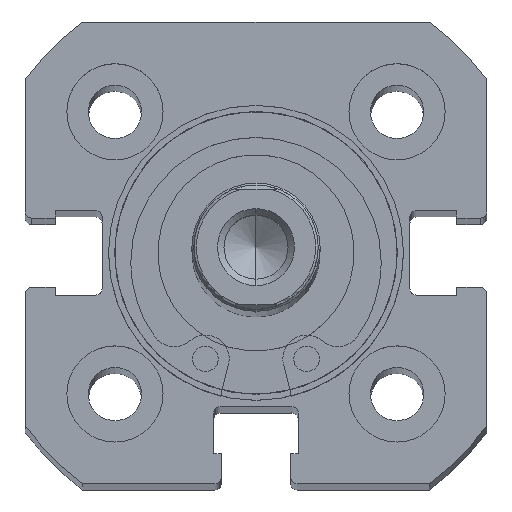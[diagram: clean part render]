
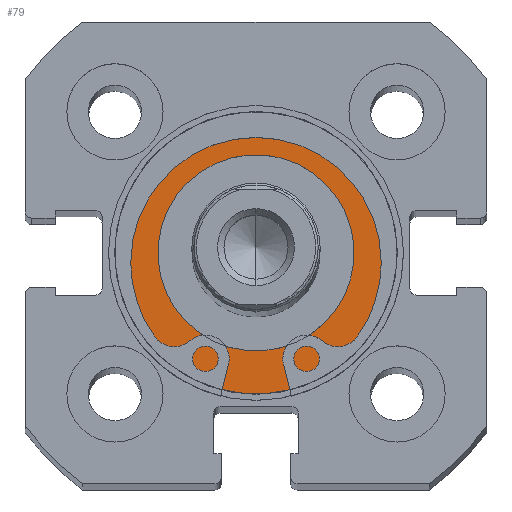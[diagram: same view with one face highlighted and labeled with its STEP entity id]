
A CAD part, top view. The second image highlights one B-rep face of the part: STEP entity #79.
In plain terms, the highlighted face is planar.
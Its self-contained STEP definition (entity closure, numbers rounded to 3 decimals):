
#79 = ADVANCED_FACE ( 'NONE', ( #5234, #5245 ), #3887, .F. ) ;
#375 = DIRECTION ( 'NONE',  ( 0., 0., 1. ) ) ;
#376 = DIRECTION ( 'NONE',  ( -1., 0., 0. ) ) ;
#378 = CARTESIAN_POINT ( 'NONE',  ( 2., 0., 0. ) ) ;
#475 = EDGE_CURVE ( 'NONE', #6032, #6036, #5315, .T. ) ;
#601 = EDGE_CURVE ( 'NONE', #6036, #6032, #5496, .T. ) ;
#758 = EDGE_CURVE ( 'NONE', #4456, #4637, #5711, .T. ) ;
#793 = EDGE_CURVE ( 'NONE', #4637, #4456, #5761, .T. ) ;
#1109 = AXIS2_PLACEMENT_3D ( 'NONE', #3888, #3883, #3881 ) ;
#1129 = AXIS2_PLACEMENT_3D ( 'NONE', #3892, #3879, #3878 ) ;
#1187 = AXIS2_PLACEMENT_3D ( 'NONE', #378, #376, #375 ) ;
#1254 = AXIS2_PLACEMENT_3D ( 'NONE', #1848, #1856, #1857 ) ;
#1282 = AXIS2_PLACEMENT_3D ( 'NONE', #1953, #1954, #1955 ) ;
#1848 = CARTESIAN_POINT ( 'NONE',  ( 2., 0., 0. ) ) ;
#1856 = DIRECTION ( 'NONE',  ( -1., 0., 0. ) ) ;
#1857 = DIRECTION ( 'NONE',  ( 0., 0., 1. ) ) ;
#1953 = CARTESIAN_POINT ( 'NONE',  ( 2., 0., 0. ) ) ;
#1954 = DIRECTION ( 'NONE',  ( -1., 0., 0. ) ) ;
#1955 = DIRECTION ( 'NONE',  ( 0., 0., 1. ) ) ;
#2201 = CARTESIAN_POINT ( 'NONE',  ( 2., 0., -7.65 ) ) ;
#2282 = CARTESIAN_POINT ( 'NONE',  ( 2., 0., 7.65 ) ) ;
#2624 = CARTESIAN_POINT ( 'NONE',  ( 2., 0., -11. ) ) ;
#2628 = CARTESIAN_POINT ( 'NONE',  ( 2., 0., 11. ) ) ;
#3878 = DIRECTION ( 'NONE',  ( 0., 0., 1. ) ) ;
#3879 = DIRECTION ( 'NONE',  ( -1., 0., 0. ) ) ;
#3881 = DIRECTION ( 'NONE',  ( 0., 0., -1. ) ) ;
#3883 = DIRECTION ( 'NONE',  ( 1., 0., 0. ) ) ;
#3887 = PLANE ( 'NONE',  #1109 ) ;
#3888 = CARTESIAN_POINT ( 'NONE',  ( 2., 11., 0. ) ) ;
#3892 = CARTESIAN_POINT ( 'NONE',  ( 2., 0., 0. ) ) ;
#4456 = VERTEX_POINT ( 'NONE', #2201 ) ;
#4573 = ORIENTED_EDGE ( 'NONE', *, *, #475, .T. ) ;
#4609 = ORIENTED_EDGE ( 'NONE', *, *, #758, .F. ) ;
#4637 = VERTEX_POINT ( 'NONE', #2282 ) ;
#4889 = EDGE_LOOP ( 'NONE', ( #5867, #4609 ) ) ;
#4901 = EDGE_LOOP ( 'NONE', ( #5860, #4573 ) ) ;
#5234 = FACE_BOUND ( 'NONE', #4889, .T. ) ;
#5245 = FACE_OUTER_BOUND ( 'NONE', #4901, .T. ) ;
#5315 = CIRCLE ( 'NONE', #1129, 11. ) ;
#5496 = CIRCLE ( 'NONE', #1187, 11. ) ;
#5711 = CIRCLE ( 'NONE', #1254, 7.65 ) ;
#5761 = CIRCLE ( 'NONE', #1282, 7.65 ) ;
#5860 = ORIENTED_EDGE ( 'NONE', *, *, #601, .T. ) ;
#5867 = ORIENTED_EDGE ( 'NONE', *, *, #793, .F. ) ;
#6032 = VERTEX_POINT ( 'NONE', #2624 ) ;
#6036 = VERTEX_POINT ( 'NONE', #2628 ) ;
